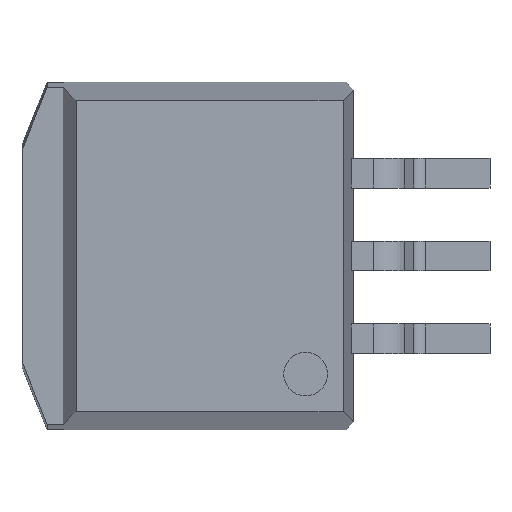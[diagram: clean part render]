
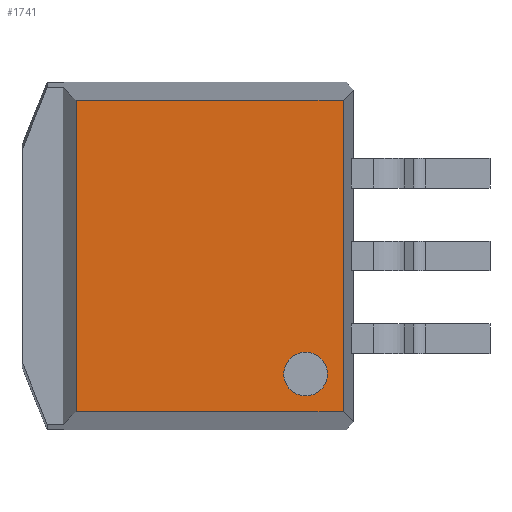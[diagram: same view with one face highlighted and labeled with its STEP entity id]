
A CAD part, left-side view. The second image highlights one B-rep face of the part: STEP entity #1741.
In plain terms, the highlighted planar face has unit normal (-1, 0, 0).
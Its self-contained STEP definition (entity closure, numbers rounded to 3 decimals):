
#138 = DIRECTION ( 'NONE',  ( 0., -1., 0. ) ) ;
#217 = AXIS2_PLACEMENT_3D ( 'NONE', #2646, #1147, #1376 ) ;
#275 = EDGE_CURVE ( 'NONE', #512, #2362, #1320, .T. ) ;
#362 = EDGE_CURVE ( 'NONE', #512, #1185, #1044, .T. ) ;
#469 = AXIS2_PLACEMENT_3D ( 'NONE', #2295, #2509, #138 ) ;
#512 = VERTEX_POINT ( 'NONE', #1387 ) ;
#522 = CARTESIAN_POINT ( 'NONE',  ( -2.565, 0.315, -4.77 ) ) ;
#537 = DIRECTION ( 'NONE',  ( 0., -1., 0. ) ) ;
#557 = VECTOR ( 'NONE', #2652, 1000. ) ;
#648 = DIRECTION ( 'NONE',  ( 0., -1., 0. ) ) ;
#660 = CARTESIAN_POINT ( 'NONE',  ( -2.565, 0.214, -4.77 ) ) ;
#733 = VERTEX_POINT ( 'NONE', #1818 ) ;
#767 = CARTESIAN_POINT ( 'NONE',  ( -2.565, 1.465, -3.62 ) ) ;
#828 = LINE ( 'NONE', #2373, #2505 ) ;
#883 = ORIENTED_EDGE ( 'NONE', *, *, #362, .F. ) ;
#895 = EDGE_LOOP ( 'NONE', ( #1590, #2063, #883, #1840 ) ) ;
#925 = ORIENTED_EDGE ( 'NONE', *, *, #2087, .F. ) ;
#927 = LINE ( 'NONE', #1992, #2381 ) ;
#981 = CIRCLE ( 'NONE', #1155, 0.669 ) ;
#1044 = LINE ( 'NONE', #2640, #557 ) ;
#1130 = DIRECTION ( 'NONE',  ( 0., -1., 0. ) ) ;
#1147 = DIRECTION ( 'NONE',  ( -1., 0., 0. ) ) ;
#1155 = AXIS2_PLACEMENT_3D ( 'NONE', #767, #2298, #537 ) ;
#1185 = VERTEX_POINT ( 'NONE', #2563 ) ;
#1247 = EDGE_CURVE ( 'NONE', #2362, #1816, #828, .T. ) ;
#1320 = LINE ( 'NONE', #660, #2264 ) ;
#1376 = DIRECTION ( 'NONE',  ( 0., -1., 0. ) ) ;
#1387 = CARTESIAN_POINT ( 'NONE',  ( -2.565, 8.497, -4.77 ) ) ;
#1410 = CARTESIAN_POINT ( 'NONE',  ( -2.565, 2.134, -3.62 ) ) ;
#1412 = ORIENTED_EDGE ( 'NONE', *, *, #2634, .F. ) ;
#1590 = ORIENTED_EDGE ( 'NONE', *, *, #1247, .T. ) ;
#1600 = CIRCLE ( 'NONE', #217, 0.669 ) ;
#1697 = CARTESIAN_POINT ( 'NONE',  ( -2.565, 0.315, 4.77 ) ) ;
#1741 = ADVANCED_FACE ( 'NONE', ( #2251, #2283 ), #2081, .T. ) ;
#1816 = VERTEX_POINT ( 'NONE', #1697 ) ;
#1818 = CARTESIAN_POINT ( 'NONE',  ( -2.565, 0.796, -3.62 ) ) ;
#1840 = ORIENTED_EDGE ( 'NONE', *, *, #275, .T. ) ;
#1988 = EDGE_CURVE ( 'NONE', #1185, #1816, #927, .T. ) ;
#1992 = CARTESIAN_POINT ( 'NONE',  ( -2.565, 0.214, 4.77 ) ) ;
#2063 = ORIENTED_EDGE ( 'NONE', *, *, #1988, .F. ) ;
#2081 = PLANE ( 'NONE',  #469 ) ;
#2087 = EDGE_CURVE ( 'NONE', #2407, #733, #1600, .T. ) ;
#2187 = DIRECTION ( 'NONE',  ( 0., 0., 1. ) ) ;
#2243 = EDGE_LOOP ( 'NONE', ( #1412, #925 ) ) ;
#2251 = FACE_BOUND ( 'NONE', #2243, .T. ) ;
#2264 = VECTOR ( 'NONE', #648, 1000. ) ;
#2283 = FACE_OUTER_BOUND ( 'NONE', #895, .T. ) ;
#2295 = CARTESIAN_POINT ( 'NONE',  ( -2.565, 8.497, -5.334 ) ) ;
#2298 = DIRECTION ( 'NONE',  ( -1., 0., 0. ) ) ;
#2362 = VERTEX_POINT ( 'NONE', #522 ) ;
#2373 = CARTESIAN_POINT ( 'NONE',  ( -2.565, 0.315, -5.334 ) ) ;
#2381 = VECTOR ( 'NONE', #1130, 1000. ) ;
#2407 = VERTEX_POINT ( 'NONE', #1410 ) ;
#2505 = VECTOR ( 'NONE', #2187, 1000. ) ;
#2509 = DIRECTION ( 'NONE',  ( -1., 0., 0. ) ) ;
#2563 = CARTESIAN_POINT ( 'NONE',  ( -2.565, 8.497, 4.77 ) ) ;
#2634 = EDGE_CURVE ( 'NONE', #733, #2407, #981, .T. ) ;
#2640 = CARTESIAN_POINT ( 'NONE',  ( -2.565, 8.497, -5.334 ) ) ;
#2646 = CARTESIAN_POINT ( 'NONE',  ( -2.565, 1.465, -3.62 ) ) ;
#2652 = DIRECTION ( 'NONE',  ( 0., 0., 1. ) ) ;
